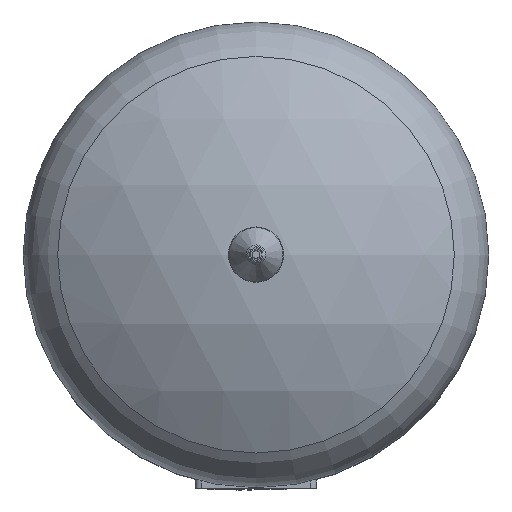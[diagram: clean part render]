
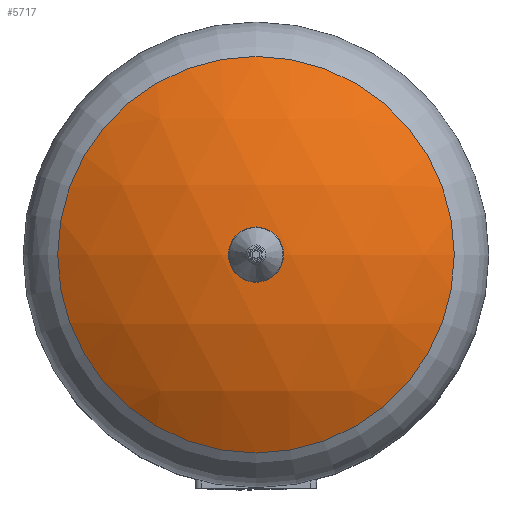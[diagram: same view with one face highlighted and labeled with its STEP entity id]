
A CAD part, top view. The second image highlights one B-rep face of the part: STEP entity #5717.
In plain terms, the highlighted spherical face has radius 284 mm.
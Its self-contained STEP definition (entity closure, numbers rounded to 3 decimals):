
#15=SPHERICAL_SURFACE('',#6287,284.);
#553=FACE_OUTER_BOUND('',#943,.T.);
#943=EDGE_LOOP('',(#4797));
#1335=CIRCLE('',#6288,150.719);
#2748=VERTEX_POINT('',#9835);
#3458=EDGE_CURVE('',#2748,#2748,#1335,.T.);
#4797=ORIENTED_EDGE('',*,*,#3458,.F.);
#5717=ADVANCED_FACE('',(#553),#15,.T.);
#6287=AXIS2_PLACEMENT_3D('',#9834,#7731,#7732);
#6288=AXIS2_PLACEMENT_3D('',#9836,#7733,#7734);
#7731=DIRECTION('center_axis',(0.,1.,0.));
#7732=DIRECTION('ref_axis',(1.,0.,0.));
#7733=DIRECTION('center_axis',(0.,0.,
-1.));
#7734=DIRECTION('ref_axis',(-1.,0.,0.));
#9834=CARTESIAN_POINT('Origin',(0.,0.,
239.));
#9835=CARTESIAN_POINT('',(-150.719,0.,479.707));
#9836=CARTESIAN_POINT('Origin',(0.,0.,
479.707));
